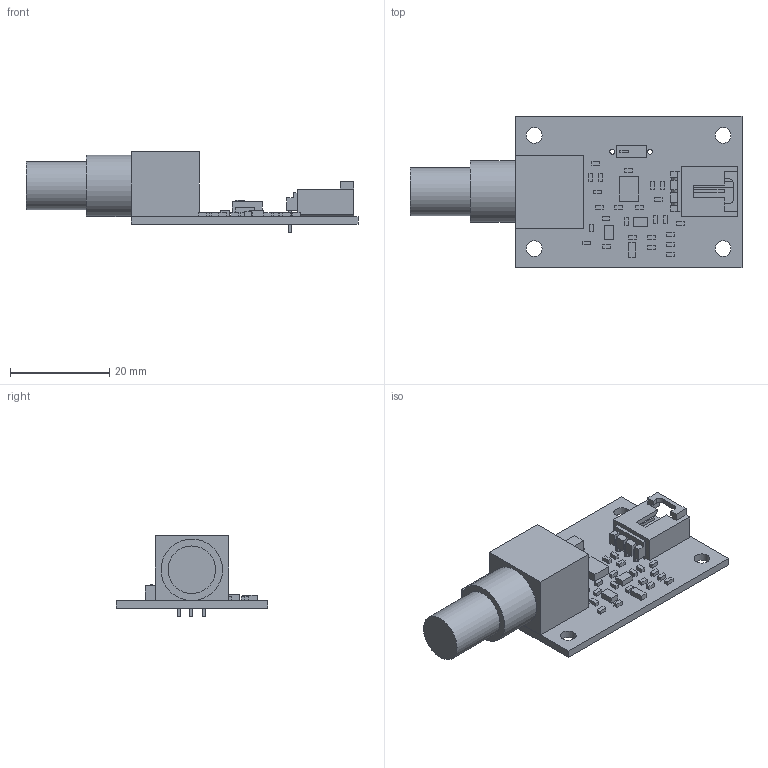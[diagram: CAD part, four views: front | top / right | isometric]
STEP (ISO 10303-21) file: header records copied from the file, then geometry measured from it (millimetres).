
FILE_DESCRIPTION(('Open CASCADE Model'),'2;1');
FILE_NAME('Open CASCADE Shape Model','2010-10-28T09:25:04',('Author'),( 'Open CASCADE'),'Open CASCADE STEP processor 6.2','Open CASCADE 6.2' ,'Unknown');
FILE_SCHEMA(('AUTOMOTIVE_DESIGN { 1 0 10303 214 1 1 1 1 }'));
Length unit declared in the file: millimetre
Products named in the file (59): PCB; Board; S1; 845308064; Extruded; 845310624; R14; 478789824; R13; J1; 844117776; Cylinder; 844117552; 845309472; C1; 478788672; C2; C3; C4; C5; C6; C7; C8; C9; C10; C11; J2; 705530002; Open CASCADE STEP translator 6.2 80.17.1.1; Open CASCADE STEP translator 6.2 80.17.1.2; R1; R2; R3; R4; R5; R6; R7; R8; R9; R10 ...
Assembly tree (81 placements, depth 4):
  PCB
    Board
    S1
      845308064
        Extruded
      845310624
        Extruded
    R14
      478789824
        Extruded
    R13
      478789824
        Extruded
    J1
      844117776
        Cylinder
      844117552
        Cylinder
      845309472
        Extruded
    C1
      478788672
        Extruded
    C2
      478789824
        Extruded
    C3
      478788672
        Extruded
    C4
      478789824
        Extruded
    C5
      478788672
        Extruded
    C6
      478789824
        Extruded
    C7
      478789824
        Extruded
    C8
      478789824
        Extruded
    C9
      478788672
        Extruded
    C10
      478789824
        Extruded
    C11
      478789824
        Extruded
    J2
      705530002
        Open CASCADE STEP translator 6.2 80.17.1.1
        Open CASCADE STEP translator 6.2 80.17.1.2
    R1
      478788672
        Extruded
Bounding box: 66.95 x 30.48 x 16.33 mm (x, y, z)
Volume: 7278.2 mm3; surface area: 6499.1 mm2
Topology: 36 solids, 36 shells, 330 faces, 755 edges, 508 vertices
Faces by surface type: plane 307, cylinder 23
Full cylindrical faces by diameter (mm): 0.889 x2, 0.965 x3, 1 x2, 1.981 x2, 3.175 x4, 9.601 x1, 12.395 x1
Entity records: 13197 total; most frequent: CARTESIAN_POINT 2269, DIRECTION 1947, LINE 1285, VECTOR 1285, ORIENTED_EDGE 940, PCURVE 940, DEFINITIONAL_REPRESENTATION 940, EDGE_CURVE 470
